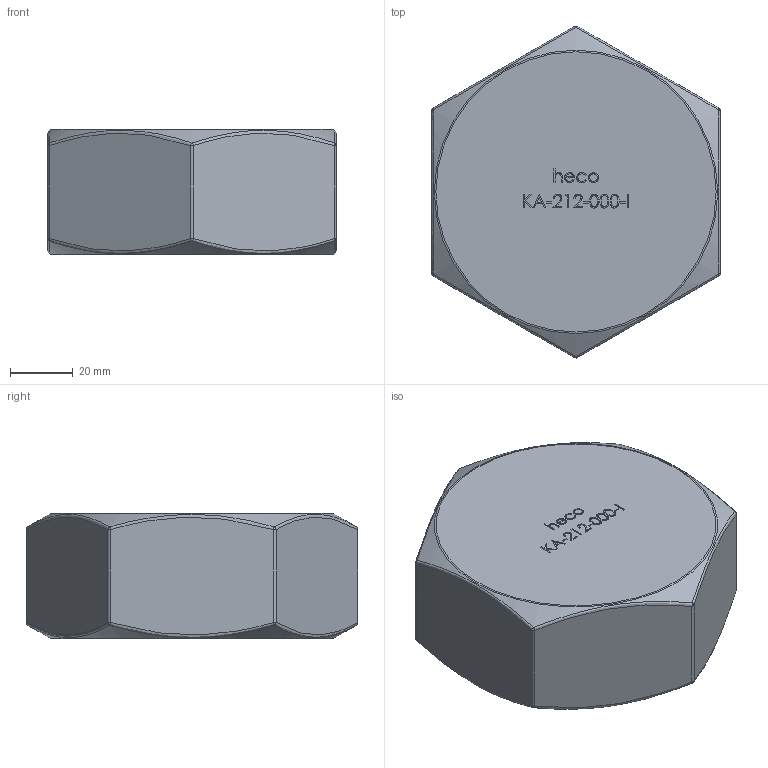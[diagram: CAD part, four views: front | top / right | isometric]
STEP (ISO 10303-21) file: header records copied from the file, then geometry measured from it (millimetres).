
FILE_DESCRIPTION (( 'STEP AP214' ), '1' );
FILE_NAME ('KA-212-000-I 2310.STEP', '2023-10-10T12:55:46', ( '' ), ( '' ), 'SwSTEP 2.0', 'SolidWorks 2019', '' );
FILE_SCHEMA (( 'AUTOMOTIVE_DESIGN' ));
Length unit declared in the file: millimetre
Products named in the file (1): KA-212-000-I 2310
Bounding box: 92 x 105.92 x 40.04 mm (x, y, z)
Volume: 150966.9 mm3; surface area: 33819.3 mm2
Topology: 1 solids, 1 shells, 211 faces, 528 edges, 338 vertices
Faces by surface type: plane 100, bspline 86, sphere 12, cylinder 7, cone 3, torus 3
Full cylindrical faces by diameter (mm): 72.226 x1
Entity records: 13457 total; most frequent: CARTESIAN_POINT 7129, ORIENTED_EDGE 1018, DIRECTION 633, EDGE_CURVE 509, VERTEX_POINT 330, VECTOR 293, LINE 293, EDGE_LOOP 241
